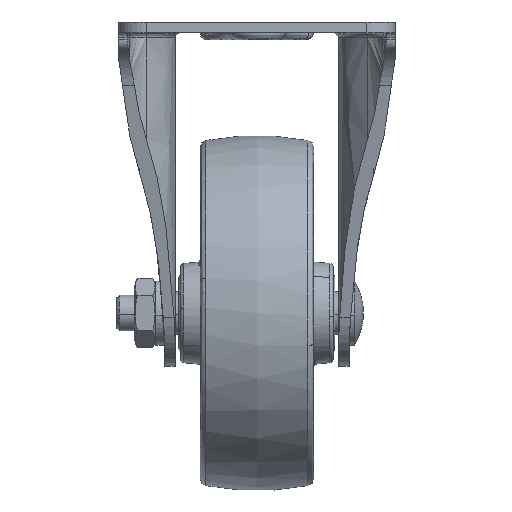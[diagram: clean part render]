
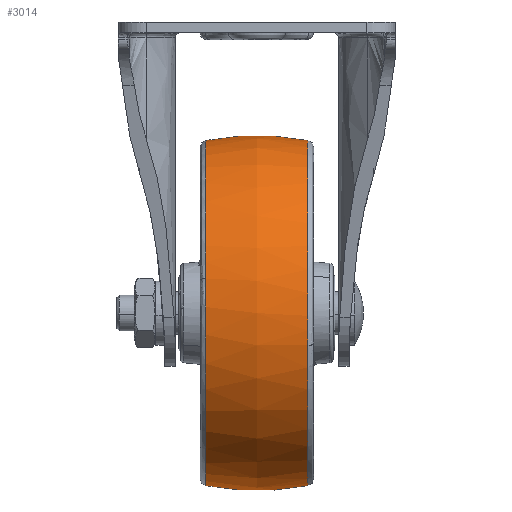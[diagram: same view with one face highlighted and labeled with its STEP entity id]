
A CAD part, left-side view. The second image highlights one B-rep face of the part: STEP entity #3014.
In plain terms, the highlighted free-form (B-spline) face has degree [2, 2] with [5, 7] control points.
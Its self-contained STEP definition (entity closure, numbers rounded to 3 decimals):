
#2705=CARTESIAN_POINT('',(0.0,14.384,48.608));
#2706=VERTEX_POINT('',#2705);
#2737=CARTESIAN_POINT('',(-47.629,14.384,9.707));
#2738=VERTEX_POINT('',#2737);
#2752=CARTESIAN_POINT('',(0.0,14.384,48.608));
#2753=CARTESIAN_POINT('',(-39.7,14.384,48.608));
#2754=CARTESIAN_POINT('',(-47.629,14.384,9.707));
#2762=(BOUNDED_CURVE()B_SPLINE_CURVE(2,(#2752,#2753,#2754),.UNSPECIFIED.,.F.,.U.)B_SPLINE_CURVE_WITH_KNOTS((3,3),(0.5,0.716),.UNSPECIFIED.)CURVE()GEOMETRIC_REPRESENTATION_ITEM()RATIONAL_B_SPLINE_CURVE((1.0,0.747,0.931))REPRESENTATION_ITEM(''));
#2763=EDGE_CURVE('',#2706,#2738,#2762,.T.);
#2797=CARTESIAN_POINT('',(0.0,14.384,-48.608));
#2798=VERTEX_POINT('',#2797);
#2812=CARTESIAN_POINT('',(-47.629,14.384,9.707));
#2813=CARTESIAN_POINT('',(-48.608,14.384,4.903));
#2814=CARTESIAN_POINT('',(-48.608,14.384,0.));
#2815=CARTESIAN_POINT('',(-48.608,14.384,-48.608));
#2816=CARTESIAN_POINT('',(0.0,14.384,-48.608));
#2824=(BOUNDED_CURVE()B_SPLINE_CURVE(2,(#2812,#2813,#2814,#2815,#2816),.UNSPECIFIED.,.F.,.U.)B_SPLINE_CURVE_WITH_KNOTS((3,2,3),(0.716,0.75,1.0),.UNSPECIFIED.)CURVE()GEOMETRIC_REPRESENTATION_ITEM()RATIONAL_B_SPLINE_CURVE((0.931,0.96,1.0,0.707,1.0))REPRESENTATION_ITEM(''));
#2825=EDGE_CURVE('',#2738,#2798,#2824,.T.);
#2877=CARTESIAN_POINT('',(0.0,-14.384,-48.608));
#2878=VERTEX_POINT('',#2877);
#2879=CARTESIAN_POINT('',(0.0,-14.384,-48.608));
#2880=CARTESIAN_POINT('',(0.0,-11.35,-49.201));
#2881=CARTESIAN_POINT('',(0.0,-5.585,-49.961));
#2882=CARTESIAN_POINT('',(0.0,4.077,-50.107));
#2883=CARTESIAN_POINT('',(0.0,10.61,-49.345));
#2884=CARTESIAN_POINT('',(0.0,14.384,-48.608));
#2885=B_SPLINE_CURVE_WITH_KNOTS('',3,(#2879,#2880,#2881,#2882,#2883,#2884),.UNSPECIFIED.,.F.,.U.,(4,1,1,4),(0.,9.272,17.413,28.946),.UNSPECIFIED.);
#2886=EDGE_CURVE('',#2878,#2798,#2885,.T.);
#2890=CARTESIAN_POINT('',(0.0,-14.384,48.608));
#2891=VERTEX_POINT('',#2890);
#2892=CARTESIAN_POINT('',(0.0,-14.384,48.608));
#2893=CARTESIAN_POINT('',(0.0,-11.35,49.201));
#2894=CARTESIAN_POINT('',(0.0,-6.483,49.843));
#2895=CARTESIAN_POINT('',(0.0,1.056,50.093));
#2896=CARTESIAN_POINT('',(0.0,7.613,49.727));
#2897=CARTESIAN_POINT('',(0.0,12.312,49.013));
#2898=CARTESIAN_POINT('',(0.0,14.384,48.608));
#2899=B_SPLINE_CURVE_WITH_KNOTS('',3,(#2892,#2893,#2894,#2895,#2896,#2897,#2898),.UNSPECIFIED.,.F.,.U.,(4,1,1,1,4),(0.,9.272,14.699,22.614,28.946),.UNSPECIFIED.);
#2900=EDGE_CURVE('',#2891,#2706,#2899,.T.);
#2935=CARTESIAN_POINT('',(1.351,-15.837,48.309));
#2936=CARTESIAN_POINT('',(1.398,-8.009,50.));
#2937=CARTESIAN_POINT('',(1.398,0.,50.));
#2938=CARTESIAN_POINT('',(1.398,8.009,50.));
#2939=CARTESIAN_POINT('',(1.351,15.837,48.309));
#2940=CARTESIAN_POINT('',(0.679,-15.837,48.309));
#2941=CARTESIAN_POINT('',(0.703,-8.009,50.));
#2942=CARTESIAN_POINT('',(0.703,0.,50.));
#2943=CARTESIAN_POINT('',(0.703,8.009,50.));
#2944=CARTESIAN_POINT('',(0.679,15.837,48.309));
#2945=CARTESIAN_POINT('',(-48.309,-15.837,48.309));
#2946=CARTESIAN_POINT('',(-50.,-8.009,50.));
#2947=CARTESIAN_POINT('',(-50.,0.,50.));
#2948=CARTESIAN_POINT('',(-50.,8.009,50.));
#2949=CARTESIAN_POINT('',(-48.309,15.837,48.309));
#2950=CARTESIAN_POINT('',(-48.309,-15.837,0.));
#2951=CARTESIAN_POINT('',(-50.,-8.009,0.));
#2952=CARTESIAN_POINT('',(-50.,0.,0.));
#2953=CARTESIAN_POINT('',(-50.,8.009,0.));
#2954=CARTESIAN_POINT('',(-48.309,15.837,0.));
#2955=CARTESIAN_POINT('',(-48.309,-15.837,-48.309));
#2956=CARTESIAN_POINT('',(-50.,-8.009,-50.));
#2957=CARTESIAN_POINT('',(-50.,0.,-50.));
#2958=CARTESIAN_POINT('',(-50.,8.009,-50.));
#2959=CARTESIAN_POINT('',(-48.309,15.837,-48.309));
#2960=CARTESIAN_POINT('',(0.679,-15.837,-48.309));
#2961=CARTESIAN_POINT('',(0.703,-8.009,-50.));
#2962=CARTESIAN_POINT('',(0.703,0.,-50.));
#2963=CARTESIAN_POINT('',(0.703,8.009,-50.));
#2964=CARTESIAN_POINT('',(0.679,15.837,-48.309));
#2965=CARTESIAN_POINT('',(1.351,-15.837,-48.309));
#2966=CARTESIAN_POINT('',(1.398,-8.009,-50.));
#2967=CARTESIAN_POINT('',(1.398,0.,-50.));
#2968=CARTESIAN_POINT('',(1.398,8.009,-50.));
#2969=CARTESIAN_POINT('',(1.351,15.837,-48.309));
#2977=(BOUNDED_SURFACE()B_SPLINE_SURFACE(2,2,((#2935,#2940,#2945,#2950,#2955,#2960,#2965),(#2936,#2941,#2946,#2951,#2956,#2961,#2966),(#2937,#2942,#2947,#2952,#2957,#2962,#2967),(#2938,#2943,#2948,#2953,#2958,#2963,#2968),(#2939,#2944,#2949,#2954,#2959,#2964,#2969)),.UNSPECIFIED.,.F.,.F.,.U.)B_SPLINE_SURFACE_WITH_KNOTS((3,2,3),(3,1,2,1,3),(0.0,16.375,32.75),(0.0,1.657,84.5,167.342,168.999),.UNSPECIFIED.)GEOMETRIC_REPRESENTATION_ITEM()RATIONAL_B_SPLINE_SURFACE(((0.957,0.952,0.669,0.946,0.669,0.952,0.957),(0.979,0.973,0.684,0.967,0.684,0.973,0.979),(1.012,1.006,0.707,1.0,0.707,1.006,1.012),(0.979,0.973,0.684,0.967,0.684,0.973,0.979),(0.957,0.952,0.669,0.946,0.669,0.952,0.957)))REPRESENTATION_ITEM('')SURFACE());
#2978=ORIENTED_EDGE('',*,*,#2886,.F.);
#2979=CARTESIAN_POINT('',(-47.747,-14.384,-9.108));
#2980=VERTEX_POINT('',#2979);
#2981=CARTESIAN_POINT('',(-47.747,-14.384,-9.108));
#2982=CARTESIAN_POINT('',(-40.212,-14.384,-48.608));
#2983=CARTESIAN_POINT('',(0.0,-14.384,-48.608));
#2991=(BOUNDED_CURVE()B_SPLINE_CURVE(2,(#2981,#2982,#2983),.UNSPECIFIED.,.F.,.U.)B_SPLINE_CURVE_WITH_KNOTS((3,3),(0.782,1.0),.UNSPECIFIED.)CURVE()GEOMETRIC_REPRESENTATION_ITEM()RATIONAL_B_SPLINE_CURVE((0.934,0.745,1.0))REPRESENTATION_ITEM(''));
#2992=EDGE_CURVE('',#2980,#2878,#2991,.T.);
#2993=ORIENTED_EDGE('',*,*,#2992,.F.);
#2994=CARTESIAN_POINT('',(0.0,-14.384,48.608));
#2995=CARTESIAN_POINT('',(-48.608,-14.384,48.608));
#2996=CARTESIAN_POINT('',(-48.608,-14.384,0.));
#2997=CARTESIAN_POINT('',(-48.608,-14.384,-4.595));
#2998=CARTESIAN_POINT('',(-47.747,-14.384,-9.108));
#3006=(BOUNDED_CURVE()B_SPLINE_CURVE(2,(#2994,#2995,#2996,#2997,#2998),.UNSPECIFIED.,.F.,.U.)B_SPLINE_CURVE_WITH_KNOTS((3,2,3),(0.5,0.75,0.782),.UNSPECIFIED.)CURVE()GEOMETRIC_REPRESENTATION_ITEM()RATIONAL_B_SPLINE_CURVE((1.0,0.707,1.0,0.962,0.934))REPRESENTATION_ITEM(''));
#3007=EDGE_CURVE('',#2891,#2980,#3006,.T.);
#3008=ORIENTED_EDGE('',*,*,#3007,.F.);
#3009=ORIENTED_EDGE('',*,*,#2900,.T.);
#3010=ORIENTED_EDGE('',*,*,#2763,.T.);
#3011=ORIENTED_EDGE('',*,*,#2825,.T.);
#3012=EDGE_LOOP('',(#2978,#2993,#3008,#3009,#3010,#3011));
#3013=FACE_OUTER_BOUND('',#3012,.T.);
#3014=ADVANCED_FACE('',(#3013),#2977,.T.);
